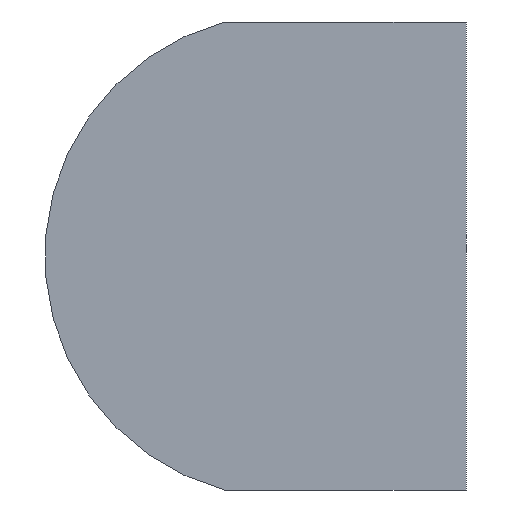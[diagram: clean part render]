
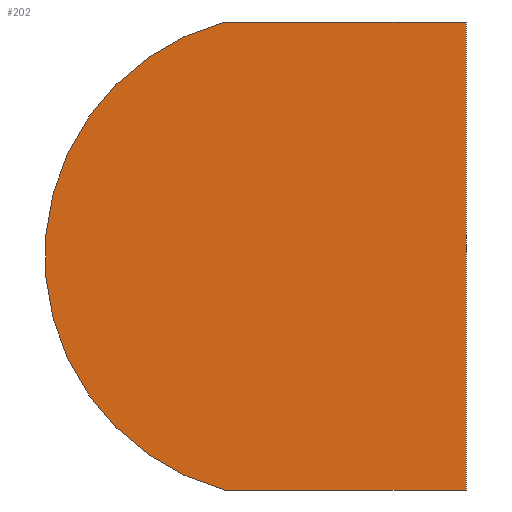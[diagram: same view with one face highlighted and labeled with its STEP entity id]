
A CAD part, front view. The second image highlights one B-rep face of the part: STEP entity #202.
In plain terms, the highlighted planar face has unit normal (0, -1, 0).
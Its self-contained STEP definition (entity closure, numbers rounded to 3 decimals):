
#1 = CARTESIAN_POINT ( 'NONE',  ( 0., 0., 0. ) ) ;
#11 = CARTESIAN_POINT ( 'NONE',  ( -1.53, 0., 2. ) ) ;
#13 = DIRECTION ( 'NONE',  ( 1., 0., 0. ) ) ;
#23 = VERTEX_POINT ( 'NONE', #136 ) ;
#25 = ORIENTED_EDGE ( 'NONE', *, *, #115, .F. ) ;
#30 = LINE ( 'NONE', #169, #62 ) ;
#45 = LINE ( 'NONE', #154, #64 ) ;
#46 = AXIS2_PLACEMENT_3D ( 'NONE', #11, #120, #159 ) ;
#48 = DIRECTION ( 'NONE',  ( 0., 1., 0. ) ) ;
#53 = LINE ( 'NONE', #1, #59 ) ;
#59 = VECTOR ( 'NONE', #168, 1000. ) ;
#62 = VECTOR ( 'NONE', #13, 1000. ) ;
#64 = VECTOR ( 'NONE', #188, 1000. ) ;
#66 = CARTESIAN_POINT ( 'NONE',  ( -2.064, 0., 0. ) ) ;
#72 = EDGE_LOOP ( 'NONE', ( #146, #93, #203, #25 ) ) ;
#80 = FACE_OUTER_BOUND ( 'NONE', #72, .T. ) ;
#93 = ORIENTED_EDGE ( 'NONE', *, *, #180, .F. ) ;
#102 = CARTESIAN_POINT ( 'NONE',  ( -1.53, 0., 2. ) ) ;
#113 = VERTEX_POINT ( 'NONE', #66 ) ;
#115 = EDGE_CURVE ( 'NONE', #113, #179, #170, .T. ) ;
#120 = DIRECTION ( 'NONE',  ( 0., 1., 0. ) ) ;
#129 = AXIS2_PLACEMENT_3D ( 'NONE', #102, #48, #194 ) ;
#134 = CARTESIAN_POINT ( 'NONE',  ( 0., 0., 4. ) ) ;
#135 = PLANE ( 'NONE',  #129 ) ;
#136 = CARTESIAN_POINT ( 'NONE',  ( 0., 0., 0. ) ) ;
#146 = ORIENTED_EDGE ( 'NONE', *, *, #191, .F. ) ;
#154 = CARTESIAN_POINT ( 'NONE',  ( 0., 0., 0. ) ) ;
#159 = DIRECTION ( 'NONE',  ( 0., 0., 1. ) ) ;
#168 = DIRECTION ( 'NONE',  ( 0., 0., -1. ) ) ;
#169 = CARTESIAN_POINT ( 'NONE',  ( 0., 0., 4. ) ) ;
#170 = CIRCLE ( 'NONE', #46, 2.07 ) ;
#174 = EDGE_CURVE ( 'NONE', #179, #176, #30, .T. ) ;
#176 = VERTEX_POINT ( 'NONE', #134 ) ;
#179 = VERTEX_POINT ( 'NONE', #183 ) ;
#180 = EDGE_CURVE ( 'NONE', #176, #23, #53, .T. ) ;
#183 = CARTESIAN_POINT ( 'NONE',  ( -2.064, 0., 4. ) ) ;
#188 = DIRECTION ( 'NONE',  ( -1., 0., 0. ) ) ;
#191 = EDGE_CURVE ( 'NONE', #23, #113, #45, .T. ) ;
#194 = DIRECTION ( 'NONE',  ( 0., 0., 1. ) ) ;
#202 = ADVANCED_FACE ( 'NONE', ( #80 ), #135, .F. ) ;
#203 = ORIENTED_EDGE ( 'NONE', *, *, #174, .F. ) ;
